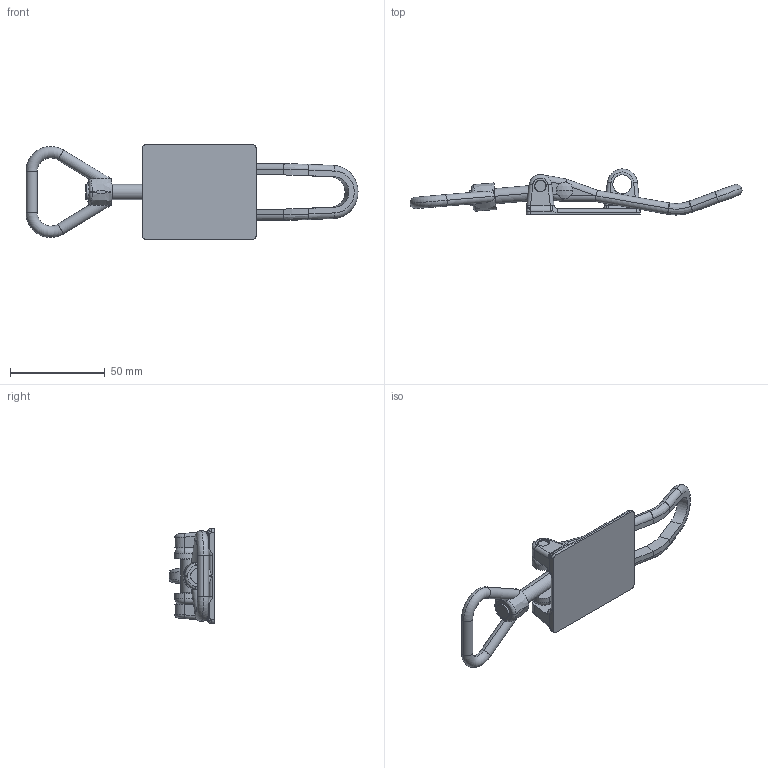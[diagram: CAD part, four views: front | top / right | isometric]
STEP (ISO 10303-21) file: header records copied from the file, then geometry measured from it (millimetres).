
FILE_DESCRIPTION (( 'STEP AP214' ), '1' );
FILE_NAME ('53000 - 403 A RF.STEP', '2016-12-29T12:50:57', ( '' ), ( '' ), 'SwSTEP 2.0', 'SolidWorks 2015', '' );
FILE_SCHEMA (( 'AUTOMOTIVE_DESIGN' ));
Length unit declared in the file: millimetre
Products named in the file (6): Justerskruv M8; Ring 3; Hålnit 6x32; Bygel 4; 403-503 A; 53000 - 403 A RF
Assembly tree (5 placements, depth 2):
  53000 - 403 A RF
    403-503 A
    Bygel 4
    Hålnit 6x32
    Ring 3
    Justerskruv M8
Bounding box: 175.02 x 24.25 x 50 mm (x, y, z)
Volume: 32663 mm3; surface area: 20773.2 mm2
Topology: 5 solids, 5 shells, 261 faces, 620 edges, 365 vertices
Faces by surface type: cylinder 102, bspline 67, plane 61, torus 20, sphere 11
Entity records: 11247 total; most frequent: CARTESIAN_POINT 5580, ORIENTED_EDGE 1228, DIRECTION 1041, EDGE_CURVE 614, AXIS2_PLACEMENT_3D 417, VERTEX_POINT 365, EDGE_LOOP 279, FACE_OUTER_BOUND 261
